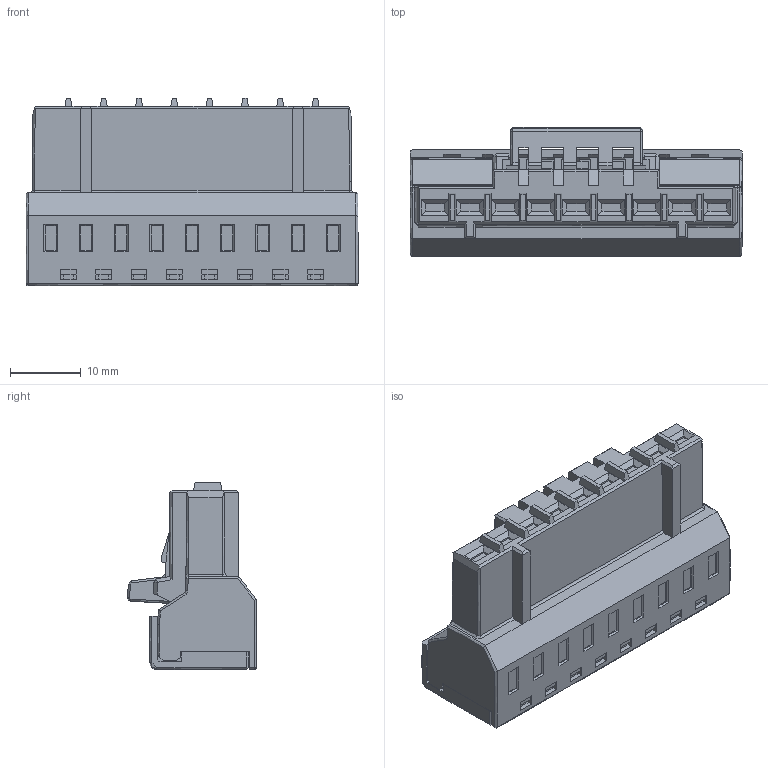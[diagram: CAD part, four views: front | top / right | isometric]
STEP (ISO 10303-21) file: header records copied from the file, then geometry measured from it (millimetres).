
FILE_DESCRIPTION( ('This file contains a STEP AP42 implementation' ,'as created by ZW3D STEP Interface translator.') ,'2;1' );
FILE_NAME( 'WJ9KS-5.0-09P-00A.stp' ,'24 830.142541', (''), ('ZWCAD Software Co.'), 'Version 1.0', 'ZW3D to STEP translator', '' );
FILE_SCHEMA(('AUTOMOTIVE_DESIGN'));
Length unit declared in the file: millimetre
Products named in the file (1): 0
Bounding box: 47 x 18.25 x 26.55 mm (x, y, z)
Volume: 10932.7 mm3; surface area: 6928.5 mm2
Topology: 1 solids, 1 shells, 850 faces, 2356 edges, 1500 vertices
Faces by surface type: bspline 850
Entity records: 26922 total; most frequent: CARTESIAN_POINT 11833, ORIENTED_EDGE 4728, EDGE_CURVE 2356, B_SPLINE_CURVE_WITH_KNOTS 2231, VERTEX_POINT 1502, EDGE_LOOP 912, FACE_OUTER_BOUND 850, ADVANCED_FACE 850
